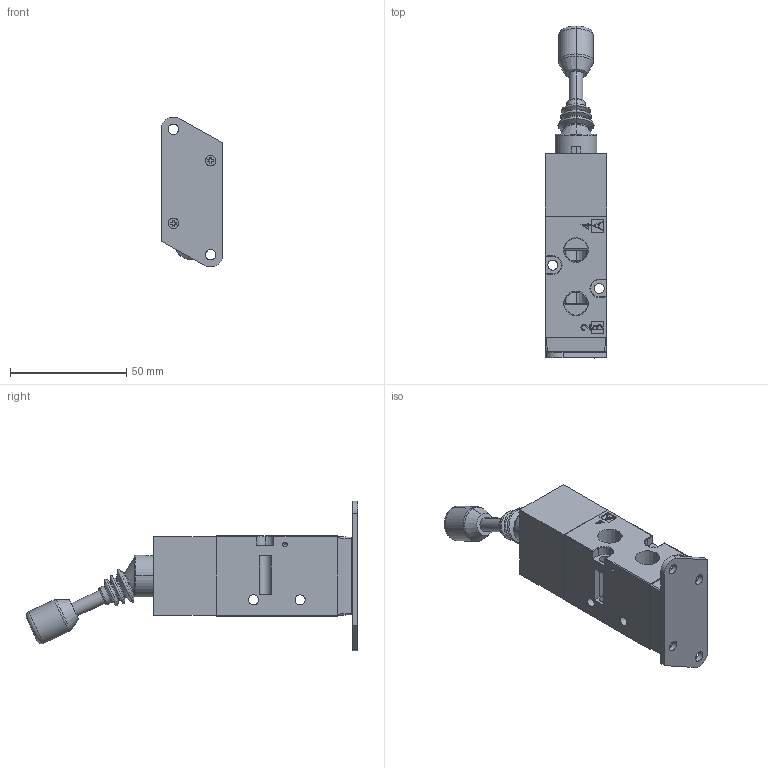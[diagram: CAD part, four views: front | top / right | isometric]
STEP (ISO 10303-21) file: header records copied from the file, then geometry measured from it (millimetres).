
FILE_DESCRIPTION (( 'STEP AP203' ), '1' );
FILE_NAME ('TMV410-D-P.STEP', '2016-01-13T00:43:19', ( 'yrd8' ), ( 'Hewlett-Packard Company' ), 'SwSTEP 2.0', 'SolidWorks 2008', '' );
FILE_SCHEMA (( 'CONFIG_CONTROL_DESIGN' ));
Length unit declared in the file: millimetre
Products named in the file (9): TMV410-D-P; 4000body cap _ル遽; BodyCoverBolt(M2.6xL7.5)_ル遽; SF4000 Body; TMV400; TMV400 Semi; TMV Bellows-1; PlateBolt(M2.6xL7)_ル遽; TMV400-Plate
Assembly tree (10 placements, depth 3):
  TMV410-D-P
    TMV400
      TMV400 Semi
      TMV Bellows-1
      PlateBolt(M2.6xL7)_ル遽  x2
    SF4000 Body
    BodyCoverBolt(M2.6xL7.5)_ル遽  x2
    4000body cap _ル遽
    TMV400-Plate
Bounding box: 26.5 x 142.9 x 64.5 mm (x, y, z)
Volume: 75769.6 mm3; surface area: 30795.7 mm2
Topology: 9 solids, 10 shells, 1002 faces, 2576 edges, 1604 vertices
Faces by surface type: plane 402, cylinder 278, cone 148, bspline 82, torus 78, sphere 14
Entity records: 33703 total; most frequent: CARTESIAN_POINT 10550, ORIENTED_EDGE 4718, DIRECTION 4483, EDGE_CURVE 2359, AXIS2_PLACEMENT_3D 1587, VERTEX_POINT 1492, LINE 1309, VECTOR 1309
